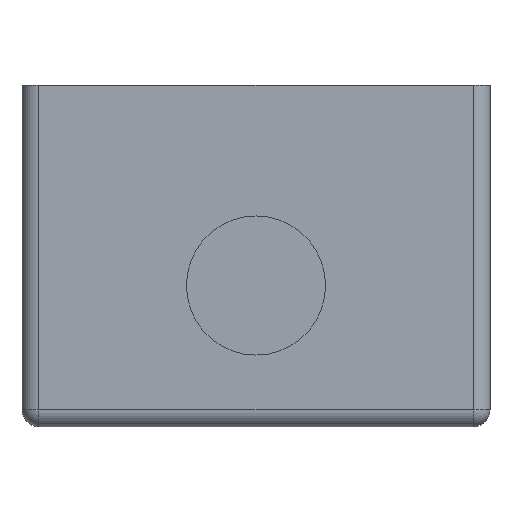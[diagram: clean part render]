
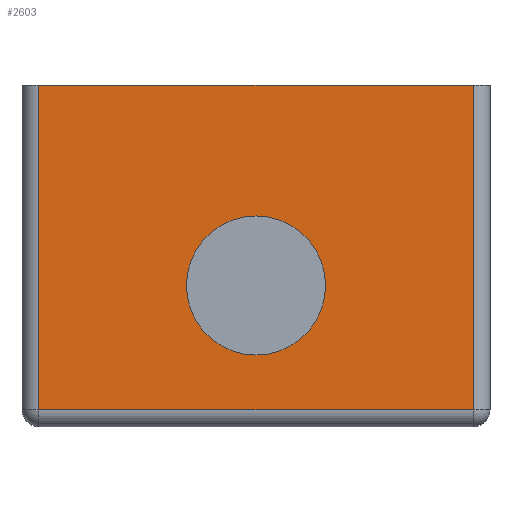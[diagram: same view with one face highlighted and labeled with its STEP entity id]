
A CAD part, front view. The second image highlights one B-rep face of the part: STEP entity #2603.
In plain terms, the highlighted planar face has unit normal (0, -1, 0).
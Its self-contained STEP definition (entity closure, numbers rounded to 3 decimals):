
#1033 = VERTEX_POINT('',#1034);
#1034 = CARTESIAN_POINT('',(-25.75,-43.,19.25));
#1041 = EDGE_CURVE('',#1042,#1033,#1044,.T.);
#1042 = VERTEX_POINT('',#1043);
#1043 = CARTESIAN_POINT('',(25.75,-43.,19.25));
#1044 = LINE('',#1045,#1046);
#1045 = CARTESIAN_POINT('',(25.75,-43.,19.25));
#1046 = VECTOR('',#1047,1.);
#1047 = DIRECTION('',(-1.,0.,0.));
#2584 = EDGE_CURVE('',#2585,#1033,#2587,.T.);
#2585 = VERTEX_POINT('',#2586);
#2586 = CARTESIAN_POINT('',(-25.75,-43.,-19.25));
#2587 = LINE('',#2588,#2589);
#2588 = CARTESIAN_POINT('',(-25.75,-43.,-19.25));
#2589 = VECTOR('',#2590,1.);
#2590 = DIRECTION('',(0.,0.,1.));
#2603 = ADVANCED_FACE('',(#2604,#2622),#2633,.T.);
#2604 = FACE_BOUND('',#2605,.T.);
#2605 = EDGE_LOOP('',(#2606,#2607,#2615,#2621));
#2606 = ORIENTED_EDGE('',*,*,#2584,.F.);
#2607 = ORIENTED_EDGE('',*,*,#2608,.F.);
#2608 = EDGE_CURVE('',#2609,#2585,#2611,.T.);
#2609 = VERTEX_POINT('',#2610);
#2610 = CARTESIAN_POINT('',(25.75,-43.,-19.25));
#2611 = LINE('',#2612,#2613);
#2612 = CARTESIAN_POINT('',(25.75,-43.,-19.25));
#2613 = VECTOR('',#2614,1.);
#2614 = DIRECTION('',(-1.,0.,0.));
#2615 = ORIENTED_EDGE('',*,*,#2616,.T.);
#2616 = EDGE_CURVE('',#2609,#1042,#2617,.T.);
#2617 = LINE('',#2618,#2619);
#2618 = CARTESIAN_POINT('',(25.75,-43.,-19.25));
#2619 = VECTOR('',#2620,1.);
#2620 = DIRECTION('',(0.,0.,1.));
#2621 = ORIENTED_EDGE('',*,*,#1041,.T.);
#2622 = FACE_BOUND('',#2623,.T.);
#2623 = EDGE_LOOP('',(#2624));
#2624 = ORIENTED_EDGE('',*,*,#2625,.F.);
#2625 = EDGE_CURVE('',#2626,#2626,#2628,.T.);
#2626 = VERTEX_POINT('',#2627);
#2627 = CARTESIAN_POINT('',(8.25,-43.,-4.5));
#2628 = CIRCLE('',#2629,8.25);
#2629 = AXIS2_PLACEMENT_3D('',#2630,#2631,#2632);
#2630 = CARTESIAN_POINT('',(0.,-43.,-4.5));
#2631 = DIRECTION('',(0.,-1.,0.));
#2632 = DIRECTION('',(1.,0.,0.));
#2633 = PLANE('',#2634);
#2634 = AXIS2_PLACEMENT_3D('',#2635,#2636,#2637);
#2635 = CARTESIAN_POINT('',(25.75,-43.,-19.25));
#2636 = DIRECTION('',(0.,-1.,0.));
#2637 = DIRECTION('',(-1.,0.,0.));
